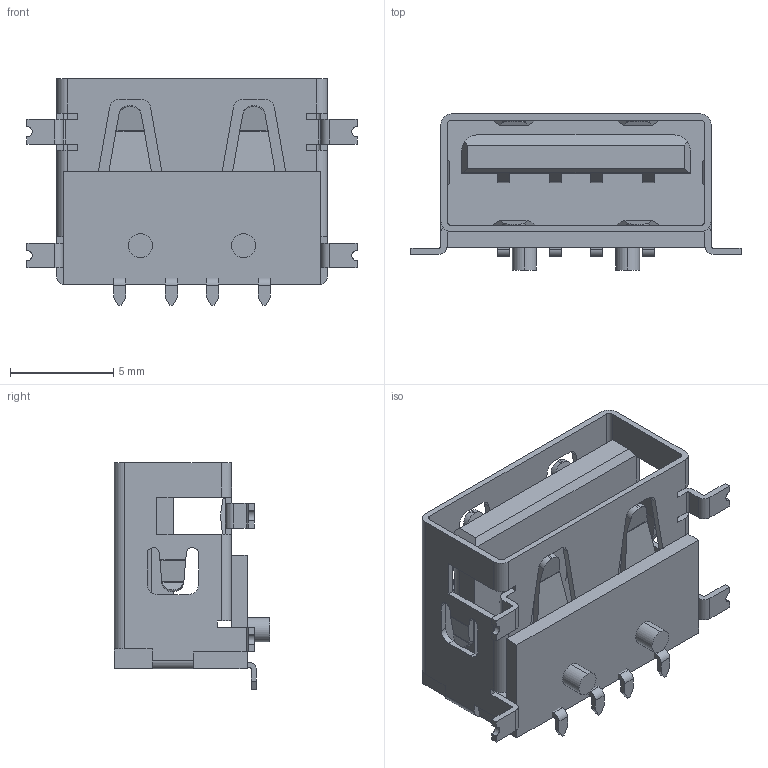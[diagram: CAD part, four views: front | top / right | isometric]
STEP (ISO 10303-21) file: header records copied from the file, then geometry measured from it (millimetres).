
FILE_DESCRIPTION(('STEP AP242'),'1');
FILE_NAME('xb-sua-110m18.stp','2024-03-31T15:13:19',('TraceParts'),('TraceParts S.A.'),'Spatial InterOp 3D',' ',' ');
FILE_SCHEMA(('AP242_MANAGED_MODEL_BASED_3D_ENGINEERING_MIM_LF {1 0 10303 442 1 1 4}'));
Length unit declared in the file: millimetre
Products named in the file (1): xb-sua-110m18_1
Bounding box: 16 x 7.56 x 11 mm (x, y, z)
Volume: 386.6 mm3; surface area: 1292.4 mm2
Topology: 6 solids, 6 shells, 621 faces, 1764 edges, 1176 vertices
Faces by surface type: plane 381, cylinder 158, bspline 82
Entity records: 24815 total; most frequent: CARTESIAN_POINT 9149, ORIENTED_EDGE 3528, DIRECTION 2848, EDGE_CURVE 1764, LINE 1274, VECTOR 1274, VERTEX_POINT 1176, AXIS2_PLACEMENT_3D 787
